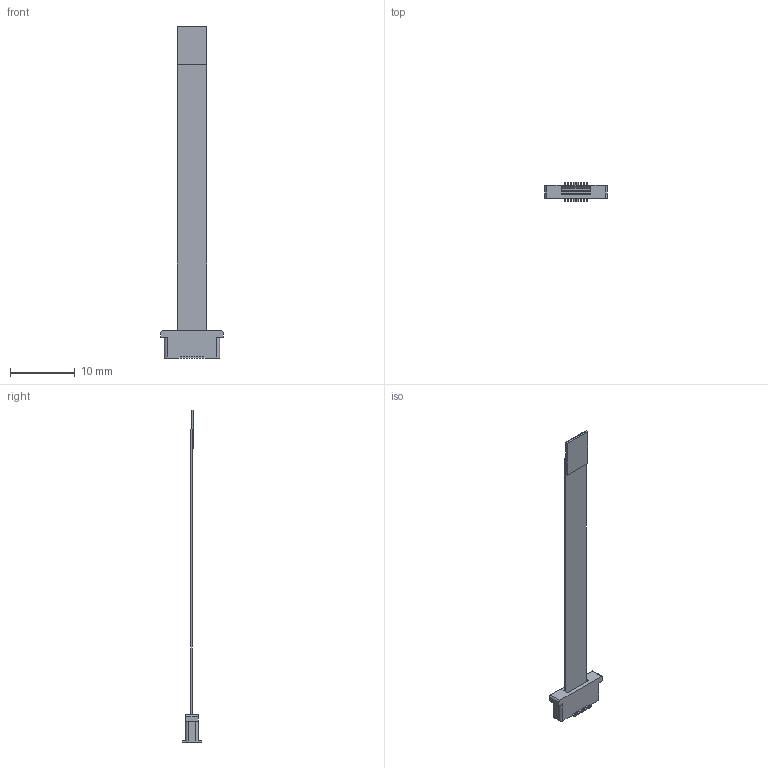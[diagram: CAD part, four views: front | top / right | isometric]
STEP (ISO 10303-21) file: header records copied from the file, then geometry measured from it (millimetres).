
FILE_DESCRIPTION(('FreeCAD Model'),'2;1');
FILE_NAME('JUSHUO-AFC07-S08ECA-00.step','2020-02-10T23:10:29',('kicad StepUp'),('ksu MCAD'), 'Open CASCADE STEP processor 7.4','FreeCAD','Unknown');
FILE_SCHEMA(('AUTOMOTIVE_DESIGN { 1 0 10303 214 1 1 1 1 }'));
Length unit declared in the file: millimetre
Products named in the file (1): JUSHUO-AFC07-S08ECA-00
Bounding box: 9.6 x 3 x 51.2 mm (x, y, z)
Volume: 109.7 mm3; surface area: 707.5 mm2
Topology: 11 solids, 11 shells, 157 faces, 405 edges, 270 vertices
Faces by surface type: plane 151, cylinder 6
Entity records: 10078 total; most frequent: CARTESIAN_POINT 1703, DIRECTION 1533, LINE 1191, VECTOR 1191, ORIENTED_EDGE 810, PCURVE 810, DEFINITIONAL_REPRESENTATION 810, EDGE_CURVE 405
